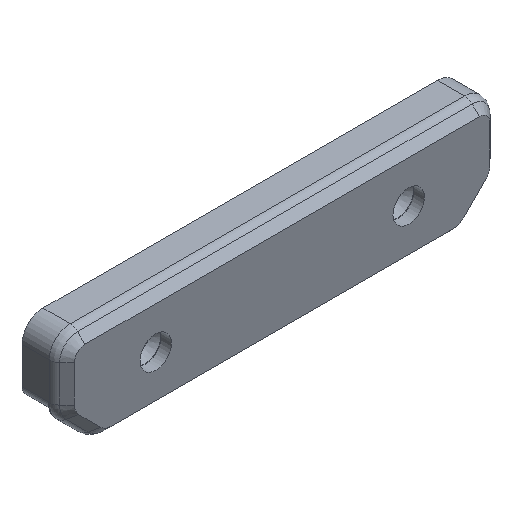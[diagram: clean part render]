
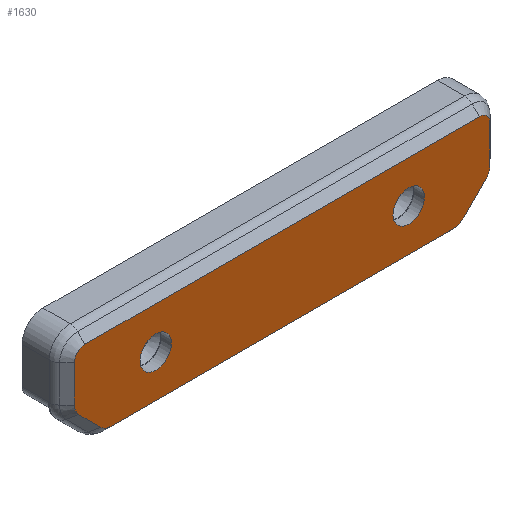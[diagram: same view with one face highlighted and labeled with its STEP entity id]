
A CAD part, isometric view. The second image highlights one B-rep face of the part: STEP entity #1630.
In plain terms, the highlighted planar face has unit normal (0, -1, 0).
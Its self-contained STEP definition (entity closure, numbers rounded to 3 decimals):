
#17=FACE_BOUND('',#263,.T.);
#18=FACE_BOUND('',#264,.T.);
#59=PLANE('',#1839);
#163=FACE_OUTER_BOUND('',#262,.T.);
#262=EDGE_LOOP('',(#1352,#1353,#1354,#1355,#1356,#1357,#1358,#1359,#1360,
#1361,#1362,#1363));
#263=EDGE_LOOP('',(#1364));
#264=EDGE_LOOP('',(#1365));
#299=LINE('',#2453,#433);
#311=LINE('',#2489,#445);
#351=LINE('',#2669,#485);
#365=LINE('',#2707,#499);
#396=LINE('',#2844,#530);
#397=LINE('',#2845,#531);
#433=VECTOR('',#1915,10.);
#445=VECTOR('',#1951,10.);
#485=VECTOR('',#2139,10.);
#499=VECTOR('',#2177,10.);
#530=VECTOR('',#2328,10.);
#531=VECTOR('',#2329,10.);
#556=CIRCLE('',#1667,3.);
#565=CIRCLE('',#1680,2.8);
#567=CIRCLE('',#1684,2.8);
#573=CIRCLE('',#1696,2.);
#602=CIRCLE('',#1753,3.);
#611=CIRCLE('',#1766,2.8);
#613=CIRCLE('',#1770,2.8);
#619=CIRCLE('',#1782,2.);
#656=VERTEX_POINT('',#2407);
#672=VERTEX_POINT('',#2443);
#673=VERTEX_POINT('',#2445);
#675=VERTEX_POINT('',#2451);
#677=VERTEX_POINT('',#2457);
#687=VERTEX_POINT('',#2488);
#689=VERTEX_POINT('',#2494);
#725=VERTEX_POINT('',#2624);
#741=VERTEX_POINT('',#2660);
#742=VERTEX_POINT('',#2662);
#744=VERTEX_POINT('',#2668);
#746=VERTEX_POINT('',#2674);
#756=VERTEX_POINT('',#2705);
#758=VERTEX_POINT('',#2711);
#802=EDGE_CURVE('',#656,#656,#556,.T.);
#819=EDGE_CURVE('',#672,#673,#565,.T.);
#823=EDGE_CURVE('',#675,#672,#299,.T.);
#826=EDGE_CURVE('',#677,#675,#567,.T.);
#841=EDGE_CURVE('',#673,#687,#311,.T.);
#844=EDGE_CURVE('',#687,#689,#573,.T.);
#904=EDGE_CURVE('',#725,#725,#602,.T.);
#921=EDGE_CURVE('',#742,#741,#611,.T.);
#924=EDGE_CURVE('',#744,#742,#351,.T.);
#927=EDGE_CURVE('',#746,#744,#613,.T.);
#944=EDGE_CURVE('',#741,#756,#365,.T.);
#947=EDGE_CURVE('',#756,#758,#619,.T.);
#1008=EDGE_CURVE('',#689,#758,#396,.T.);
#1009=EDGE_CURVE('',#746,#677,#397,.T.);
#1352=ORIENTED_EDGE('',*,*,#1008,.F.);
#1353=ORIENTED_EDGE('',*,*,#844,.F.);
#1354=ORIENTED_EDGE('',*,*,#841,.F.);
#1355=ORIENTED_EDGE('',*,*,#819,.F.);
#1356=ORIENTED_EDGE('',*,*,#823,.F.);
#1357=ORIENTED_EDGE('',*,*,#826,.F.);
#1358=ORIENTED_EDGE('',*,*,#1009,.F.);
#1359=ORIENTED_EDGE('',*,*,#927,.T.);
#1360=ORIENTED_EDGE('',*,*,#924,.T.);
#1361=ORIENTED_EDGE('',*,*,#921,.T.);
#1362=ORIENTED_EDGE('',*,*,#944,.T.);
#1363=ORIENTED_EDGE('',*,*,#947,.T.);
#1364=ORIENTED_EDGE('',*,*,#802,.T.);
#1365=ORIENTED_EDGE('',*,*,#904,.F.);
#1630=ADVANCED_FACE('',(#163,#17,#18),#59,.F.);
#1667=AXIS2_PLACEMENT_3D('',#2408,#1874,#1875);
#1680=AXIS2_PLACEMENT_3D('',#2446,#1908,#1909);
#1684=AXIS2_PLACEMENT_3D('',#2459,#1921,#1922);
#1696=AXIS2_PLACEMENT_3D('',#2495,#1957,#1958);
#1753=AXIS2_PLACEMENT_3D('',#2625,#2099,#2100);
#1766=AXIS2_PLACEMENT_3D('',#2663,#2133,#2134);
#1770=AXIS2_PLACEMENT_3D('',#2675,#2145,#2146);
#1782=AXIS2_PLACEMENT_3D('',#2713,#2183,#2184);
#1839=AXIS2_PLACEMENT_3D('',#2843,#2326,#2327);
#1874=DIRECTION('center_axis',(0.,1.,0.));
#1875=DIRECTION('ref_axis',(1.,0.,0.));
#1908=DIRECTION('center_axis',(0.,1.,0.));
#1909=DIRECTION('ref_axis',(-0.924,0.,-0.383));
#1915=DIRECTION('',(-0.707,0.,0.707));
#1921=DIRECTION('center_axis',(0.,1.,0.));
#1922=DIRECTION('ref_axis',(-0.383,0.,-0.924));
#1951=DIRECTION('',(0.,0.,1.));
#1957=DIRECTION('center_axis',(0.,1.,0.));
#1958=DIRECTION('ref_axis',(-0.707,0.,0.707));
#2099=DIRECTION('center_axis',(0.,-1.,0.));
#2100=DIRECTION('ref_axis',(-1.,0.,0.));
#2133=DIRECTION('center_axis',(0.,-1.,0.));
#2134=DIRECTION('ref_axis',(0.924,0.,-0.383));
#2139=DIRECTION('',(0.707,0.,0.707));
#2145=DIRECTION('center_axis',(0.,-1.,0.));
#2146=DIRECTION('ref_axis',(0.383,0.,-0.924));
#2177=DIRECTION('',(0.,0.,1.));
#2183=DIRECTION('center_axis',(0.,-1.,0.));
#2184=DIRECTION('ref_axis',(0.707,0.,0.707));
#2326=DIRECTION('center_axis',(0.,1.,0.));
#2327=DIRECTION('ref_axis',(1.,0.,0.));
#2328=DIRECTION('',(1.,0.,0.));
#2329=DIRECTION('',(-1.,0.,0.));
#2407=CARTESIAN_POINT('',(14.5,0.,10.));
#2408=CARTESIAN_POINT('Origin',(17.5,0.,10.));
#2443=CARTESIAN_POINT('',(2.82,0.,7.008));
#2445=CARTESIAN_POINT('',(2.,0.,8.988));
#2446=CARTESIAN_POINT('Origin',(4.8,0.,8.988));
#2451=CARTESIAN_POINT('',(7.008,0.,2.82));
#2453=CARTESIAN_POINT('',(17.289,0.,-7.461));
#2457=CARTESIAN_POINT('',(8.988,0.,2.));
#2459=CARTESIAN_POINT('Origin',(8.988,0.,4.8));
#2488=CARTESIAN_POINT('',(2.,0.,16.));
#2489=CARTESIAN_POINT('',(2.,0.,4.75));
#2494=CARTESIAN_POINT('',(4.,0.,18.));
#2495=CARTESIAN_POINT('Origin',(4.,0.,16.));
#2624=CARTESIAN_POINT('',(68.728,0.,10.));
#2625=CARTESIAN_POINT('Origin',(65.728,0.,10.));
#2660=CARTESIAN_POINT('',(81.228,0.,8.988));
#2662=CARTESIAN_POINT('',(80.408,0.,7.008));
#2663=CARTESIAN_POINT('Origin',(78.428,0.,8.988));
#2668=CARTESIAN_POINT('',(76.22,0.,2.82));
#2669=CARTESIAN_POINT('',(65.939,0.,-7.461));
#2674=CARTESIAN_POINT('',(74.24,0.,2.));
#2675=CARTESIAN_POINT('Origin',(74.24,0.,4.8));
#2705=CARTESIAN_POINT('',(81.228,0.,16.));
#2707=CARTESIAN_POINT('',(81.228,0.,4.75));
#2711=CARTESIAN_POINT('',(79.228,0.,18.));
#2713=CARTESIAN_POINT('Origin',(79.228,0.,16.));
#2843=CARTESIAN_POINT('Origin',(45.,0.,2.5));
#2844=CARTESIAN_POINT('',(25.938,0.,18.));
#2845=CARTESIAN_POINT('',(36.5,0.,2.));
